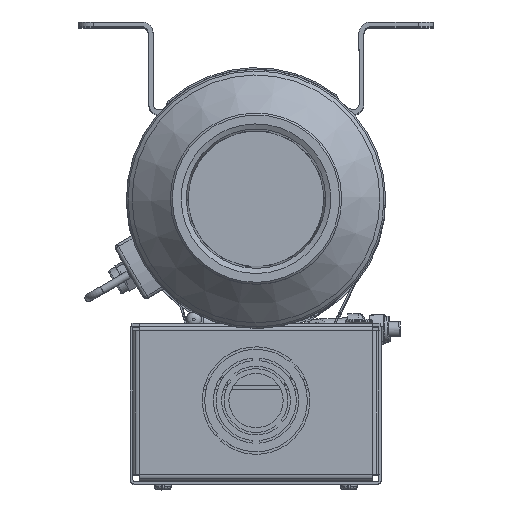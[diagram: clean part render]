
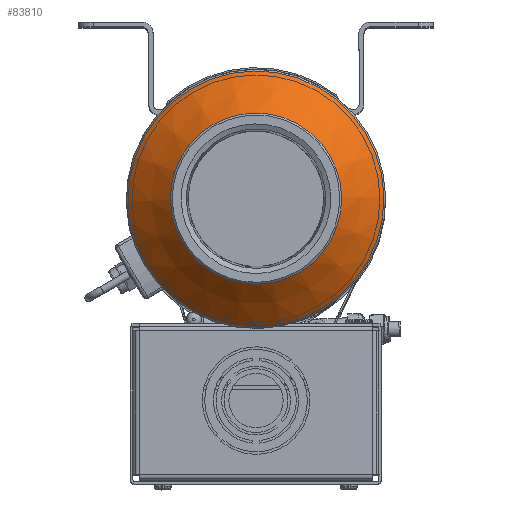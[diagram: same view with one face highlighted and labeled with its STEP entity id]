
A CAD part, top view. The second image highlights one B-rep face of the part: STEP entity #83810.
In plain terms, the highlighted conical face has half-angle 45 degrees and reference radius 43.216 mm.
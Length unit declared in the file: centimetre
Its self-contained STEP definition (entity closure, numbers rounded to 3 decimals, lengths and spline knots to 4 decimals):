
#26264=CONICAL_SURFACE('',#88897,4.3216,0.785);
#27038=VERTEX_POINT('',#109839);
#27039=VERTEX_POINT('',#109842);
#35118=CIRCLE('',#88896,3.4016);
#35119=CIRCLE('',#88898,5.2416);
#36221=EDGE_CURVE('',#27038,#27038,#35118,.T.);
#36222=EDGE_CURVE('',#27039,#27039,#35119,.T.);
#49280=ORIENTED_EDGE('',*,*,#36222,.F.);
#49281=ORIENTED_EDGE('',*,*,#36221,.T.);
#73323=EDGE_LOOP('',(#49280));
#73324=EDGE_LOOP('',(#49281));
#78611=FACE_BOUND('',#73323,.T.);
#78612=FACE_BOUND('',#73324,.T.);
#83810=ADVANCED_FACE('',(#78611,#78612),#26264,.T.);
#88896=AXIS2_PLACEMENT_3D('',#109838,#93947,#93948);
#88897=AXIS2_PLACEMENT_3D('',#109840,#93949,#93950);
#88898=AXIS2_PLACEMENT_3D('',#109841,#93951,#93952);
#93947=DIRECTION('',(0.,0.,1.));
#93948=DIRECTION('',(0.,3.402,0.));
#93949=DIRECTION('',(0.,0.,1.));
#93950=DIRECTION('',(0.,4.322,0.));
#93951=DIRECTION('',(0.,0.,1.));
#93952=DIRECTION('',(0.,5.242,0.));
#109838=CARTESIAN_POINT('',(0.,0.,-3.34));
#109839=CARTESIAN_POINT('',(0.,3.4016,-3.34));
#109840=CARTESIAN_POINT('',(0.,0.,-2.42));
#109841=CARTESIAN_POINT('',(0.,0.,-1.5));
#109842=CARTESIAN_POINT('',(0.,5.2416,-1.5));
